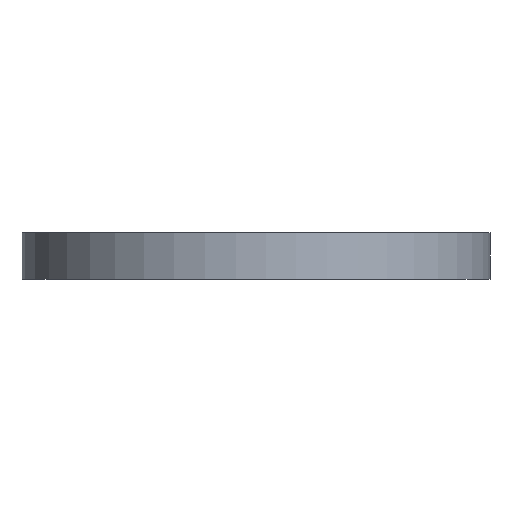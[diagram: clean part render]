
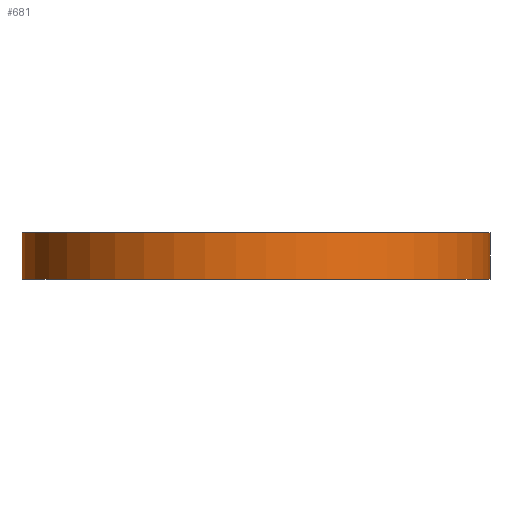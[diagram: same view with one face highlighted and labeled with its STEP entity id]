
A CAD part, front view. The second image highlights one B-rep face of the part: STEP entity #681.
In plain terms, the highlighted free-form (B-spline) face has degree [2, 1] with [5, 2] control points.
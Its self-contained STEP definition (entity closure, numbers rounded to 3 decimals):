
#22 = VERTEX_POINT('',#23);
#23 = CARTESIAN_POINT('',(50.25,0.,
    10.05));
#24 = VERTEX_POINT('',#25);
#25 = CARTESIAN_POINT('',(-50.25,0.,10.05));
#33 = EDGE_CURVE('',#22,#34,#36,.T.);
#34 = VERTEX_POINT('',#35);
#35 = CARTESIAN_POINT('',(50.25,0.,0.));
#36 = B_SPLINE_CURVE_WITH_KNOTS('',1,(#37,#38),.UNSPECIFIED.,.F.,.F.,(2,
    2),(-0.,10.),.PIECEWISE_BEZIER_KNOTS.);
#37 = CARTESIAN_POINT('',(50.25,0.,
    10.05));
#38 = CARTESIAN_POINT('',(50.25,0.,0.));
#41 = VERTEX_POINT('',#42);
#42 = CARTESIAN_POINT('',(-50.25,0.,0.));
#50 = EDGE_CURVE('',#24,#41,#51,.T.);
#51 = B_SPLINE_CURVE_WITH_KNOTS('',1,(#52,#53),.UNSPECIFIED.,.F.,.F.,(2,
    2),(-0.,10.),.PIECEWISE_BEZIER_KNOTS.);
#52 = CARTESIAN_POINT('',(-50.25,0.,10.05));
#53 = CARTESIAN_POINT('',(-50.25,0.,0.));
#681 = ADVANCED_FACE('',(#682),#702,.T.);
#682 = FACE_BOUND('',#683,.T.);
#683 = EDGE_LOOP('',(#684,#685,#693,#694));
#684 = ORIENTED_EDGE('',*,*,#33,.F.);
#685 = ORIENTED_EDGE('',*,*,#686,.F.);
#686 = EDGE_CURVE('',#24,#22,#687,.T.);
#687 = ( BOUNDED_CURVE() B_SPLINE_CURVE(2,(#688,#689,#690,#691,#692),
.UNSPECIFIED.,.F.,.F.) B_SPLINE_CURVE_WITH_KNOTS((3,2,3),(3.142,
4.712,6.283),.PIECEWISE_BEZIER_KNOTS.) CURVE() 
GEOMETRIC_REPRESENTATION_ITEM() RATIONAL_B_SPLINE_CURVE((1.,
0.707,1.,0.707,1.)) REPRESENTATION_ITEM('') );
#688 = CARTESIAN_POINT('',(-50.25,0.,
    10.05));
#689 = CARTESIAN_POINT('',(-50.25,-50.25,
    10.05));
#690 = CARTESIAN_POINT('',(0.,-50.25,
    10.05));
#691 = CARTESIAN_POINT('',(50.25,-50.25,
    10.05));
#692 = CARTESIAN_POINT('',(50.25,0.,
    10.05));
#693 = ORIENTED_EDGE('',*,*,#50,.T.);
#694 = ORIENTED_EDGE('',*,*,#695,.T.);
#695 = EDGE_CURVE('',#41,#34,#696,.T.);
#696 = ( BOUNDED_CURVE() B_SPLINE_CURVE(2,(#697,#698,#699,#700,#701),
.UNSPECIFIED.,.F.,.F.) B_SPLINE_CURVE_WITH_KNOTS((3,2,3),(3.142,
4.712,6.283),.PIECEWISE_BEZIER_KNOTS.) CURVE() 
GEOMETRIC_REPRESENTATION_ITEM() RATIONAL_B_SPLINE_CURVE((1.,
0.707,1.,0.707,1.)) REPRESENTATION_ITEM('') );
#697 = CARTESIAN_POINT('',(-50.25,0.,0.));
#698 = CARTESIAN_POINT('',(-50.25,-50.25,0.));
#699 = CARTESIAN_POINT('',(0.,-50.25,0.));
#700 = CARTESIAN_POINT('',(50.25,-50.25,0.));
#701 = CARTESIAN_POINT('',(50.25,0.,0.));
#702 = ( BOUNDED_SURFACE() B_SPLINE_SURFACE(2,1,(
    (#703,#704)
    ,(#705,#706)
    ,(#707,#708)
    ,(#709,#710)
,(#711,#712
    )),.UNSPECIFIED.,.F.,.F.,.F.) B_SPLINE_SURFACE_WITH_KNOTS((3,2,3),(2
    ,2),(3.142,4.712,6.283),(0.,10.),
.PIECEWISE_BEZIER_KNOTS.) GEOMETRIC_REPRESENTATION_ITEM() 
RATIONAL_B_SPLINE_SURFACE((
    (1.,1.)
    ,(0.707,0.707)
    ,(1.,1.)
    ,(0.707,0.707)
,(1.,1.))) REPRESENTATION_ITEM('') SURFACE() );
#703 = CARTESIAN_POINT('',(50.25,0.,
    10.05));
#704 = CARTESIAN_POINT('',(50.25,0.,0.));
#705 = CARTESIAN_POINT('',(50.25,-50.25,
    10.05));
#706 = CARTESIAN_POINT('',(50.25,-50.25,0.));
#707 = CARTESIAN_POINT('',(0.,-50.25,
    10.05));
#708 = CARTESIAN_POINT('',(0.,-50.25,0.));
#709 = CARTESIAN_POINT('',(-50.25,-50.25,
    10.05));
#710 = CARTESIAN_POINT('',(-50.25,-50.25,0.));
#711 = CARTESIAN_POINT('',(-50.25,0.,
    10.05));
#712 = CARTESIAN_POINT('',(-50.25,0.,0.));
